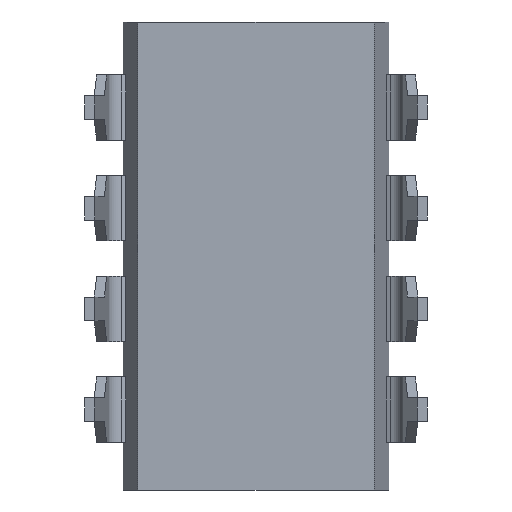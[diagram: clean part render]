
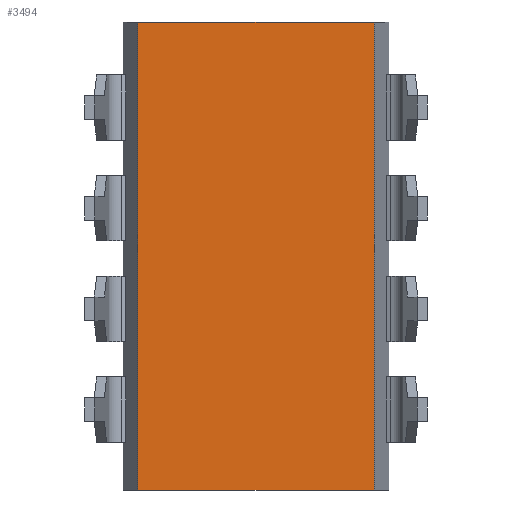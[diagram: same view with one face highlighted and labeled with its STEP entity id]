
A CAD part, front view. The second image highlights one B-rep face of the part: STEP entity #3494.
In plain terms, the highlighted planar face has unit normal (0, -1, 0).
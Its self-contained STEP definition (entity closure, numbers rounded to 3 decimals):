
#9=DIRECTION('',(1.,0.,0.));
#10=VECTOR('',#9,5.974);
#11=CARTESIAN_POINT('',(-2.987,-1.84,0.));
#12=LINE('',#11,#10);
#117=DIRECTION('',(0.,0.,1.));
#118=VECTOR('',#117,11.81);
#119=CARTESIAN_POINT('',(2.987,-1.84,0.));
#120=LINE('',#119,#118);
#1249=DIRECTION('',(1.,0.,0.));
#1250=VECTOR('',#1249,5.974);
#1251=CARTESIAN_POINT('',(-2.987,-1.84,11.81));
#1252=LINE('',#1251,#1250);
#1253=DIRECTION('',(0.,0.,1.));
#1254=VECTOR('',#1253,11.81);
#1255=CARTESIAN_POINT('',(-2.987,-1.84,0.));
#1256=LINE('',#1255,#1254);
#1261=CARTESIAN_POINT('',(-2.987,-1.84,0.));
#1262=VERTEX_POINT('',#1261);
#1263=CARTESIAN_POINT('',(2.987,-1.84,0.));
#1265=VERTEX_POINT('',#1263);
#1657=CARTESIAN_POINT('',(-2.987,-1.84,11.81));
#1658=VERTEX_POINT('',#1657);
#1659=CARTESIAN_POINT('',(2.987,-1.84,11.81));
#1661=VERTEX_POINT('',#1659);
#3483=CARTESIAN_POINT('',(-2.987,-1.84,0.));
#3484=DIRECTION('',(0.,-1.,0.));
#3485=DIRECTION('',(1.,0.,0.));
#3486=AXIS2_PLACEMENT_3D('',#3483,#3484,#3485);
#3487=PLANE('',#3486);
#3488=ORIENTED_EDGE('',*,*,#1712,.T.);
#3489=ORIENTED_EDGE('',*,*,#1753,.F.);
#3490=ORIENTED_EDGE('',*,*,#1674,.F.);
#3491=ORIENTED_EDGE('',*,*,#1967,.T.);
#3492=EDGE_LOOP('',(#3488,#3489,#3490,#3491));
#3493=FACE_OUTER_BOUND('',#3492,.F.);
#1674=EDGE_CURVE('',#1262,#1265,#12,.T.);
#1712=EDGE_CURVE('',#1658,#1661,#1252,.T.);
#1753=EDGE_CURVE('',#1265,#1661,#120,.T.);
#1967=EDGE_CURVE('',#1262,#1658,#1256,.T.);
#3494=ADVANCED_FACE('',(#3493),#3487,.T.);
